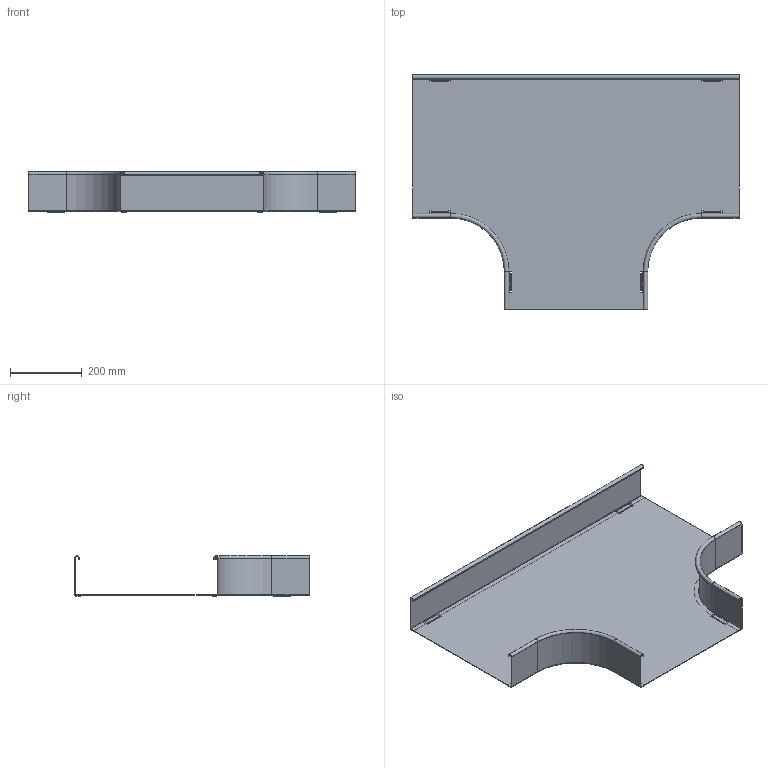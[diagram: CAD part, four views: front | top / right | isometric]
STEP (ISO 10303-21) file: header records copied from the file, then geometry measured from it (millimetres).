
FILE_DESCRIPTION((''),'2;1');
FILE_NAME('7003692_ASM','2012-09-24T',('AndreasKeweloh'),(''),'PRO/ENGINEER BY PARAMETRIC TECHNOLOGY CORPORATION, 2012230','PRO/ENGINEER BY PARAMETRIC TECHNOLOGY CORPORATION, 2012230','');
FILE_SCHEMA(('CONFIG_CONTROL_DESIGN'));
Length unit declared in the file: millimetre
Products named in the file (5): 7003692_BODENBLECH; 7003692_INNENH; 7003692_INNENHOLM_RECHTS; 7003692_AUSSENHOLM; 7003692_ASM
Assembly tree (4 placements, depth 2):
  7003692_ASM
    7003692_BODENBLECH
    7003692_INNENH
    7003692_INNENHOLM_RECHTS
    7003692_AUSSENHOLM
Bounding box: 910 x 655 x 112 mm (x, y, z)
Volume: 1016580.7 mm3; surface area: 1449251.9 mm2
Topology: 4 solids, 4 shells, 266 faces, 634 edges, 376 vertices
Faces by surface type: plane 202, cylinder 56, torus 8
Entity records: 7635 total; most frequent: DIRECTION 1352, CARTESIAN_POINT 1285, ORIENTED_EDGE 1268, EDGE_CURVE 634, VECTOR 466, LINE 466, AXIS2_PLACEMENT_3D 443, VERTEX_POINT 376
